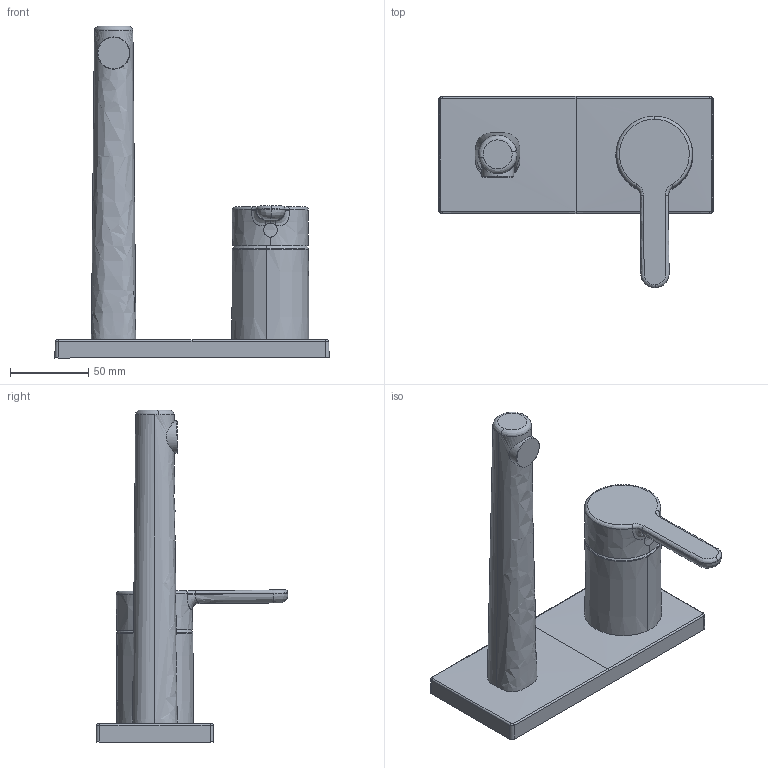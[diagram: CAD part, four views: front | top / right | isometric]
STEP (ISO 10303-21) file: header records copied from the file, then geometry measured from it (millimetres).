
FILE_DESCRIPTION (( 'STEP AP203' ), '1' );
FILE_NAME ('51092183.STEP', '2018-05-24T07:49:58', ( '' ), ( '' ), 'SwSTEP 2.0', 'SolidWorks 2016', '' );
FILE_SCHEMA (( 'CONFIG_CONTROL_DESIGN' ));
Length unit declared in the file: millimetre
Products named in the file (1): 51092183
Bounding box: 175 x 122.38 x 211.86 mm (x, y, z)
Volume: 438689.8 mm3; surface area: 64507.6 mm2
Topology: 1 solids, 1 shells, 61 faces, 140 edges, 85 vertices
Faces by surface type: bspline 37, plane 10, cylinder 6, torus 4, cone 2, sphere 2
Entity records: 6324 total; most frequent: CARTESIAN_POINT 5164, ORIENTED_EDGE 280, EDGE_CURVE 140, DIRECTION 123, VERTEX_POINT 85, B_SPLINE_CURVE_WITH_KNOTS 84, EDGE_LOOP 65, ADVANCED_FACE 61
